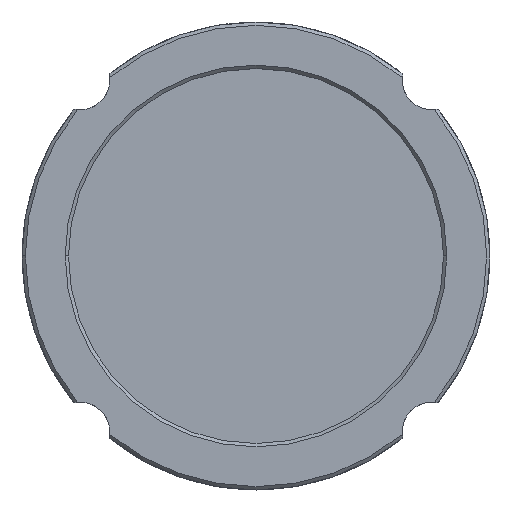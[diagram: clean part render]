
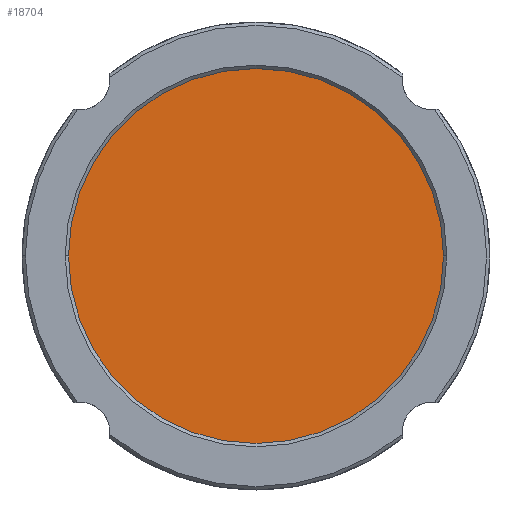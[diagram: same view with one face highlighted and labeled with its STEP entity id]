
A CAD part, top view. The second image highlights one B-rep face of the part: STEP entity #18704.
In plain terms, the highlighted planar face has unit normal (0, 0, 1).
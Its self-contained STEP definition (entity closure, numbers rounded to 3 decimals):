
#2922 = EDGE_CURVE ( 'NONE', #2923, #2924, #13130, .T. ) ;
#2923 = VERTEX_POINT ( 'NONE', #13122 ) ;
#2924 = VERTEX_POINT ( 'NONE', #13121 ) ;
#2940 = EDGE_CURVE ( 'NONE', #2924, #2923, #13203, .T. ) ;
#9609 = DIRECTION ( 'NONE',  ( 0., -1., 0. ) ) ;
#9610 = DIRECTION ( 'NONE',  ( 0., 0., -1. ) ) ;
#9611 = CARTESIAN_POINT ( 'NONE',  ( 53.839, 35.442, 46.2 ) ) ;
#9613 = AXIS2_PLACEMENT_3D ( 'NONE', #9611, #9610, #9609 ) ;
#9614 = PLANE ( 'NONE',  #9613 ) ;
#9618 = FACE_OUTER_BOUND ( 'NONE', #18705, .T. ) ;
#13121 = CARTESIAN_POINT ( 'NONE',  ( 0., 56.5, 46.2 ) ) ;
#13122 = CARTESIAN_POINT ( 'NONE',  ( 0., -56.5, 46.2 ) ) ;
#13123 = DIRECTION ( 'NONE',  ( -1., 0., 0. ) ) ;
#13124 = DIRECTION ( 'NONE',  ( 0., 0., -1. ) ) ;
#13125 = CARTESIAN_POINT ( 'NONE',  ( 0., 0., 46.2 ) ) ;
#13126 = AXIS2_PLACEMENT_3D ( 'NONE', #13125, #13124, #13123 ) ;
#13130 = CIRCLE ( 'NONE', #13126, 56.5 ) ;
#13148 = CARTESIAN_POINT ( 'NONE',  ( 0., 0., 46.2 ) ) ;
#13200 = DIRECTION ( 'NONE',  ( -1., 0., 0. ) ) ;
#13201 = DIRECTION ( 'NONE',  ( 0., 0., -1. ) ) ;
#13202 = AXIS2_PLACEMENT_3D ( 'NONE', #13148, #13201, #13200 ) ;
#13203 = CIRCLE ( 'NONE', #13202, 56.5 ) ;
#18687 = ORIENTED_EDGE ( 'NONE', *, *, #2922, .F. ) ;
#18688 = ORIENTED_EDGE ( 'NONE', *, *, #2940, .F. ) ;
#18704 = ADVANCED_FACE ( 'NONE', ( #9618 ), #9614, .F. ) ;
#18705 = EDGE_LOOP ( 'NONE', ( #18687, #18688 ) ) ;
